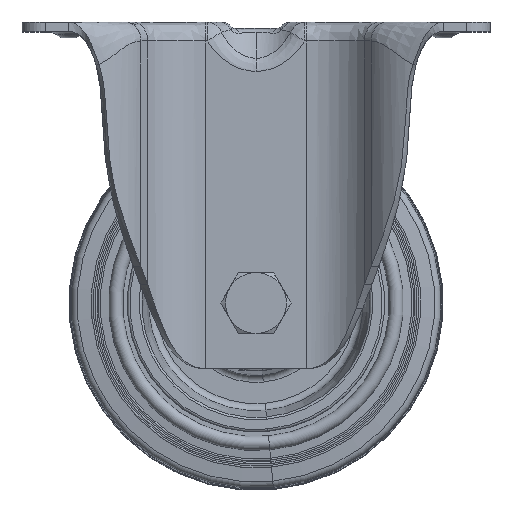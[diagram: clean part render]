
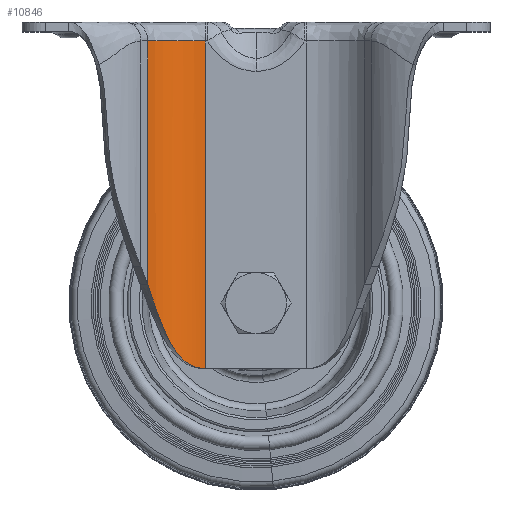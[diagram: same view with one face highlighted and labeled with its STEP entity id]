
A CAD part, top view. The second image highlights one B-rep face of the part: STEP entity #10846.
In plain terms, the highlighted cylindrical face has radius 15 mm (diameter 30 mm), a partial arc.
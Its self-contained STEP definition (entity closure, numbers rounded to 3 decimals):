
#44 = CARTESIAN_POINT ( 'NONE',  ( -17.527, -69.731, 24.569 ) ) ;
#549 = ORIENTED_EDGE ( 'NONE', *, *, #9126, .F. ) ;
#773 = LINE ( 'NONE', #14130, #24501 ) ;
#818 = CARTESIAN_POINT ( 'NONE',  ( -12.366, -73.828, 23.076 ) ) ;
#982 = DIRECTION ( 'NONE',  ( 0., 1., 0. ) ) ;
#1120 = LINE ( 'NONE', #27154, #6784 ) ;
#1980 = CIRCLE ( 'NONE', #8393, 15. ) ;
#1984 = B_SPLINE_CURVE_WITH_KNOTS ( 'NONE', 3,
 ( #20162, #19598, #4751, #22912, #11827, #20867 ),
 .UNSPECIFIED., .F., .F.,
 ( 4, 2, 4 ),
 ( 0., 0.003, 0.006 ),
 .UNSPECIFIED. ) ;
#2076 = CARTESIAN_POINT ( 'NONE',  ( -17.104, -70.338, 24.367 ) ) ;
#2336 = EDGE_CURVE ( 'NONE', #20531, #7354, #19018, .T. ) ;
#2504 = CARTESIAN_POINT ( 'NONE',  ( -17.727, -69.423, 24.671 ) ) ;
#2907 = DIRECTION ( 'NONE',  ( -1., 0., 0. ) ) ;
#2975 = CARTESIAN_POINT ( 'NONE',  ( -11.615, -73.968, 23.015 ) ) ;
#3832 = ORIENTED_EDGE ( 'NONE', *, *, #14014, .F. ) ;
#4493 = ORIENTED_EDGE ( 'NONE', *, *, #10962, .F. ) ;
#4656 = CARTESIAN_POINT ( 'NONE',  ( -16.172, -71.497, 23.969 ) ) ;
#4751 = CARTESIAN_POINT ( 'NONE',  ( -21.964, -59.374, 27.923 ) ) ;
#6640 = VERTEX_POINT ( 'NONE', #8571 ) ;
#6784 = VECTOR ( 'NONE', #982, 1000. ) ;
#6942 = CARTESIAN_POINT ( 'NONE',  ( -19.305, -66.536, 25.594 ) ) ;
#7101 = CARTESIAN_POINT ( 'NONE',  ( -16.879, -70.636, 24.266 ) ) ;
#7273 = CARTESIAN_POINT ( 'NONE',  ( -10.843, -74., 23. ) ) ;
#7354 = VERTEX_POINT ( 'NONE', #15358 ) ;
#7473 = ORIENTED_EDGE ( 'NONE', *, *, #19787, .F. ) ;
#8098 = CARTESIAN_POINT ( 'NONE',  ( -10.843, -74., 23. ) ) ;
#8393 = AXIS2_PLACEMENT_3D ( 'NONE', #25885, #10767, #21148 ) ;
#8571 = CARTESIAN_POINT ( 'NONE',  ( -23.131, -4., 29.396 ) ) ;
#9126 = EDGE_CURVE ( 'NONE', #20242, #20531, #773, .T. ) ;
#9371 = DIRECTION ( 'NONE',  ( 0., -1., 0. ) ) ;
#9639 = DIRECTION ( 'NONE',  ( 0., 1., 0. ) ) ;
#10767 = DIRECTION ( 'NONE',  ( 0., -1., 0. ) ) ;
#10846 = ADVANCED_FACE ( 'NONE', ( #11700 ), #23062, .F. ) ;
#10962 = EDGE_CURVE ( 'NONE', #26525, #6640, #1120, .T. ) ;
#11700 = FACE_OUTER_BOUND ( 'NONE', #21719, .T. ) ;
#11767 = CARTESIAN_POINT ( 'NONE',  ( -11.232, -74., 23. ) ) ;
#11827 = CARTESIAN_POINT ( 'NONE',  ( -22.836, -56.88, 28.975 ) ) ;
#11866 = CARTESIAN_POINT ( 'NONE',  ( -23.131, -56.084, 29.396 ) ) ;
#12341 = CARTESIAN_POINT ( 'NONE',  ( -10.844, -4., 23. ) ) ;
#13022 = CARTESIAN_POINT ( 'NONE',  ( -18.681, -67.856, 25.181 ) ) ;
#13298 = ORIENTED_EDGE ( 'NONE', *, *, #2336, .F. ) ;
#13441 = CARTESIAN_POINT ( 'NONE',  ( -21.403, -61.09, 27.346 ) ) ;
#13904 = CARTESIAN_POINT ( 'NONE',  ( -12.736, -73.729, 23.119 ) ) ;
#14014 = EDGE_CURVE ( 'NONE', #6640, #20242, #1980, .T. ) ;
#14130 = CARTESIAN_POINT ( 'NONE',  ( -10.844, 0., 23. ) ) ;
#15310 = CARTESIAN_POINT ( 'NONE',  ( -14.771, -72.722, 23.52 ) ) ;
#15358 = CARTESIAN_POINT ( 'NONE',  ( -21.403, -61.09, 27.346 ) ) ;
#15746 = CARTESIAN_POINT ( 'NONE',  ( -13.46, -73.474, 23.225 ) ) ;
#19018 = B_SPLINE_CURVE_WITH_KNOTS ( 'NONE', 3,
 ( #7273, #11767, #2975, #20525, #818, #13904, #22720, #15746, #24666, #21809, #15310, #20212, #4656, #7101, #2076, #44, #2504, #13022, #6942, #24236, #26518, #13441 ),
 .UNSPECIFIED., .F., .F.,
 ( 4, 2, 2, 2, 2, 2, 2, 2, 2, 2, 4 ),
 ( 0., 0.001, 0.002, 0.002, 0.003, 0.005, 0.007, 0.008, 0.009, 0.014, 0.018 ),
 .UNSPECIFIED. ) ;
#19598 = CARTESIAN_POINT ( 'NONE',  ( -21.678, -60.225, 27.619 ) ) ;
#19787 = EDGE_CURVE ( 'NONE', #7354, #26525, #1984, .T. ) ;
#20162 = CARTESIAN_POINT ( 'NONE',  ( -21.403, -61.09, 27.346 ) ) ;
#20212 = CARTESIAN_POINT ( 'NONE',  ( -15.655, -72.028, 23.779 ) ) ;
#20242 = VERTEX_POINT ( 'NONE', #12341 ) ;
#20525 = CARTESIAN_POINT ( 'NONE',  ( -12.179, -73.87, 23.058 ) ) ;
#20531 = VERTEX_POINT ( 'NONE', #8098 ) ;
#20867 = CARTESIAN_POINT ( 'NONE',  ( -23.131, -56.084, 29.396 ) ) ;
#21148 = DIRECTION ( 'NONE',  ( -1., 0., 0. ) ) ;
#21719 = EDGE_LOOP ( 'NONE', ( #3832, #4493, #7473, #13298, #549 ) ) ;
#21809 = CARTESIAN_POINT ( 'NONE',  ( -14.457, -72.937, 23.438 ) ) ;
#22504 = CARTESIAN_POINT ( 'NONE',  ( -10.844, 0., 38. ) ) ;
#22720 = CARTESIAN_POINT ( 'NONE',  ( -12.92, -73.671, 23.143 ) ) ;
#22912 = CARTESIAN_POINT ( 'NONE',  ( -22.542, -57.701, 28.601 ) ) ;
#23062 = CYLINDRICAL_SURFACE ( 'NONE', #26073, 15. ) ;
#24236 = CARTESIAN_POINT ( 'NONE',  ( -20.43, -63.84, 26.441 ) ) ;
#24501 = VECTOR ( 'NONE', #9371, 1000. ) ;
#24666 = CARTESIAN_POINT ( 'NONE',  ( -13.802, -73.313, 23.291 ) ) ;
#25885 = CARTESIAN_POINT ( 'NONE',  ( -10.844, -4., 38. ) ) ;
#26073 = AXIS2_PLACEMENT_3D ( 'NONE', #22504, #9639, #2907 ) ;
#26518 = CARTESIAN_POINT ( 'NONE',  ( -20.928, -62.462, 26.876 ) ) ;
#26525 = VERTEX_POINT ( 'NONE', #11866 ) ;
#27154 = CARTESIAN_POINT ( 'NONE',  ( -23.131, 0., 29.396 ) ) ;
